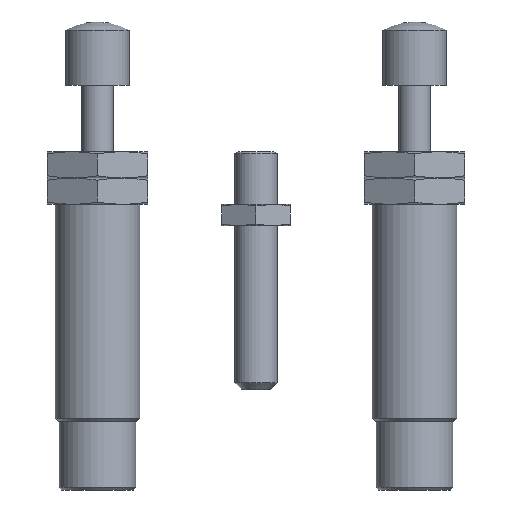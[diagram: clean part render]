
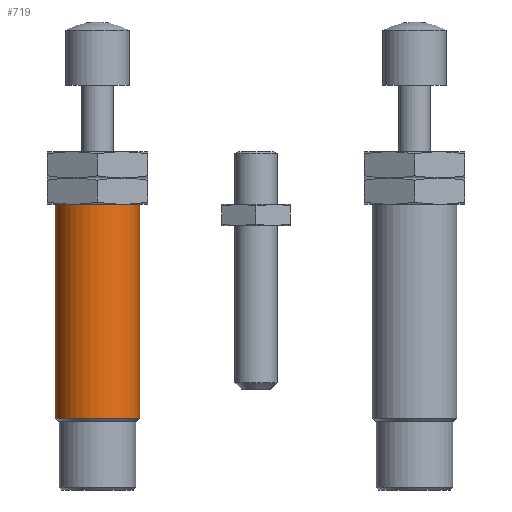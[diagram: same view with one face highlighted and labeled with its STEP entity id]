
A CAD part, front view. The second image highlights one B-rep face of the part: STEP entity #719.
In plain terms, the highlighted cylindrical face has radius 8 mm (diameter 16 mm), a full revolution.
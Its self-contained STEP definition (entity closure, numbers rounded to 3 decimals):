
#137=CYLINDRICAL_SURFACE('',#826,8.);
#167=ORIENTED_EDGE('',*,*,#340,.F.);
#168=ORIENTED_EDGE('',*,*,#339,.T.);
#339=EDGE_CURVE('',#426,#426,#489,.T.);
#340=EDGE_CURVE('',#427,#427,#490,.T.);
#426=VERTEX_POINT('',#1146);
#427=VERTEX_POINT('',#1149);
#489=CIRCLE('',#825,8.);
#490=CIRCLE('',#827,8.);
#524=EDGE_LOOP('',(#167));
#525=EDGE_LOOP('',(#168));
#608=FACE_BOUND('',#524,.T.);
#609=FACE_BOUND('',#525,.T.);
#719=ADVANCED_FACE('',(#608,#609),#137,.T.);
#825=AXIS2_PLACEMENT_3D('',#1145,#928,#929);
#826=AXIS2_PLACEMENT_3D('',#1147,#930,#931);
#827=AXIS2_PLACEMENT_3D('',#1148,#932,#933);
#928=DIRECTION('',(1.,0.,0.));
#929=DIRECTION('',(0.,0.,-1.));
#930=DIRECTION('',(1.,0.,0.));
#931=DIRECTION('',(0.,0.,-1.));
#932=DIRECTION('',(1.,0.,0.));
#933=DIRECTION('',(0.,0.,-1.));
#1145=CARTESIAN_POINT('',(0.614,0.,0.));
#1146=CARTESIAN_POINT('',(0.614,0.,-8.));
#1147=CARTESIAN_POINT('',(51.,0.,0.));
#1148=CARTESIAN_POINT('',(50.387,0.,0.));
#1149=CARTESIAN_POINT('',(50.387,0.,-8.));
